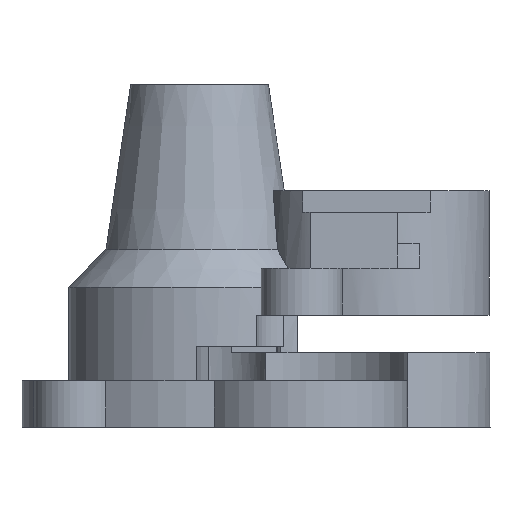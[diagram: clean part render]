
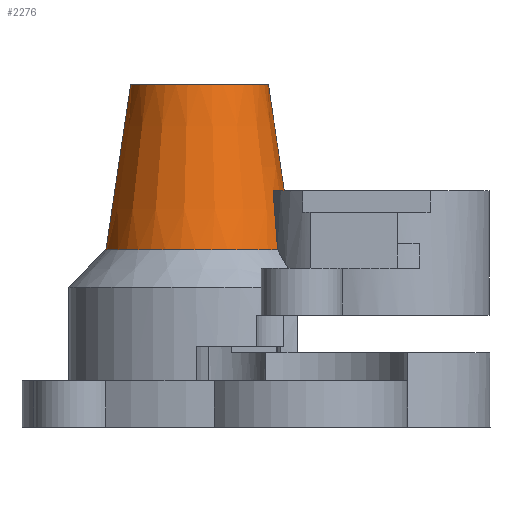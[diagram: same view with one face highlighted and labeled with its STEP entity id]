
A CAD part, front view. The second image highlights one B-rep face of the part: STEP entity #2276.
In plain terms, the highlighted conical face has half-angle 8.491 degrees and reference radius 11.058 mm.
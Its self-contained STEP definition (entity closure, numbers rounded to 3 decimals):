
#29 = DIRECTION ( 'NONE',  ( 1., 0., 0. ) ) ;
#347 = VERTEX_POINT ( 'NONE', #4143 ) ;
#350 = FACE_OUTER_BOUND ( 'NONE', #358, .T. ) ;
#358 = EDGE_LOOP ( 'NONE', ( #4141, #1671, #3882, #2279, #1007, #3778 ) ) ;
#697 = CARTESIAN_POINT ( 'NONE',  ( 0., 0., 40.5 ) ) ;
#774 = CIRCLE ( 'NONE', #1624, 15.017 ) ;
#801 = B_SPLINE_CURVE_WITH_KNOTS ( 'NONE', 3,
 ( #2908, #3599, #2594, #2544 ),
 .UNSPECIFIED., .F., .F.,
 ( 4, 4 ),
 ( 0., 0.01 ),
 .UNSPECIFIED. ) ;
#1005 = VERTEX_POINT ( 'NONE', #1405 ) ;
#1007 = ORIENTED_EDGE ( 'NONE', *, *, #2083, .T. ) ;
#1149 = LINE ( 'NONE', #2524, #1690 ) ;
#1198 = CARTESIAN_POINT ( 'NONE',  ( 12.522, -8.288, 30.983 ) ) ;
#1208 = CARTESIAN_POINT ( 'NONE',  ( -11.058, 0., 57.5 ) ) ;
#1325 = CIRCLE ( 'NONE', #1529, 13.596 ) ;
#1385 = DIRECTION ( 'NONE',  ( 0., 0., 1. ) ) ;
#1405 = CARTESIAN_POINT ( 'NONE',  ( 11.058, 0., 57.5 ) ) ;
#1529 = AXIS2_PLACEMENT_3D ( 'NONE', #697, #1385, #29 ) ;
#1553 = EDGE_CURVE ( 'NONE', #1005, #2052, #2122, .T. ) ;
#1572 = EDGE_CURVE ( 'NONE', #4032, #2088, #1325, .T. ) ;
#1583 = VECTOR ( 'NONE', #2656, 1000. ) ;
#1592 = AXIS2_PLACEMENT_3D ( 'NONE', #4357, #1991, #4485 ) ;
#1624 = AXIS2_PLACEMENT_3D ( 'NONE', #4434, #4053, #1979 ) ;
#1671 = ORIENTED_EDGE ( 'NONE', *, *, #1553, .T. ) ;
#1690 = VECTOR ( 'NONE', #3542, 1000. ) ;
#1726 = CARTESIAN_POINT ( 'NONE',  ( 0., 0., 57.5 ) ) ;
#1794 = CONICAL_SURFACE ( 'NONE', #1592, 11.058, 0.148 ) ;
#1979 = DIRECTION ( 'NONE',  ( -1., 0., 0. ) ) ;
#1991 = DIRECTION ( 'NONE',  ( 0., 0., -1. ) ) ;
#2052 = VERTEX_POINT ( 'NONE', #1208 ) ;
#2083 = EDGE_CURVE ( 'NONE', #3536, #4032, #801, .T. ) ;
#2088 = VERTEX_POINT ( 'NONE', #3951 ) ;
#2122 = CIRCLE ( 'NONE', #3088, 11.058 ) ;
#2162 = EDGE_CURVE ( 'NONE', #1005, #2088, #4358, .T. ) ;
#2276 = ADVANCED_FACE ( 'NONE', ( #350 ), #1794, .T. ) ;
#2279 = ORIENTED_EDGE ( 'NONE', *, *, #3136, .F. ) ;
#2293 = CARTESIAN_POINT ( 'NONE',  ( 11.058, 0., 57.5 ) ) ;
#2418 = DIRECTION ( 'NONE',  ( 0., 0., -1. ) ) ;
#2524 = CARTESIAN_POINT ( 'NONE',  ( -11.058, 0., 57.5 ) ) ;
#2544 = CARTESIAN_POINT ( 'NONE',  ( 11.809, -6.738, 40.5 ) ) ;
#2594 = CARTESIAN_POINT ( 'NONE',  ( 12.034, -7.296, 37.334 ) ) ;
#2656 = DIRECTION ( 'NONE',  ( 0.148, 0., -0.989 ) ) ;
#2845 = EDGE_CURVE ( 'NONE', #2052, #347, #1149, .T. ) ;
#2908 = CARTESIAN_POINT ( 'NONE',  ( 12.522, -8.288, 30.983 ) ) ;
#3088 = AXIS2_PLACEMENT_3D ( 'NONE', #1726, #2418, #3787 ) ;
#3136 = EDGE_CURVE ( 'NONE', #3536, #347, #774, .T. ) ;
#3536 = VERTEX_POINT ( 'NONE', #1198 ) ;
#3542 = DIRECTION ( 'NONE',  ( -0.148, 0., -0.989 ) ) ;
#3599 = CARTESIAN_POINT ( 'NONE',  ( 12.272, -7.807, 34.16 ) ) ;
#3778 = ORIENTED_EDGE ( 'NONE', *, *, #1572, .T. ) ;
#3787 = DIRECTION ( 'NONE',  ( -1., 0., 0. ) ) ;
#3882 = ORIENTED_EDGE ( 'NONE', *, *, #2845, .T. ) ;
#3951 = CARTESIAN_POINT ( 'NONE',  ( 13.596, 0., 40.5 ) ) ;
#4032 = VERTEX_POINT ( 'NONE', #4112 ) ;
#4053 = DIRECTION ( 'NONE',  ( 0., 0., -1. ) ) ;
#4112 = CARTESIAN_POINT ( 'NONE',  ( 11.809, -6.738, 40.5 ) ) ;
#4141 = ORIENTED_EDGE ( 'NONE', *, *, #2162, .F. ) ;
#4143 = CARTESIAN_POINT ( 'NONE',  ( -15.017, 0., 30.983 ) ) ;
#4357 = CARTESIAN_POINT ( 'NONE',  ( 0., 0., 57.5 ) ) ;
#4358 = LINE ( 'NONE', #2293, #1583 ) ;
#4434 = CARTESIAN_POINT ( 'NONE',  ( 0., 0., 30.983 ) ) ;
#4485 = DIRECTION ( 'NONE',  ( -1., 0., 0. ) ) ;
